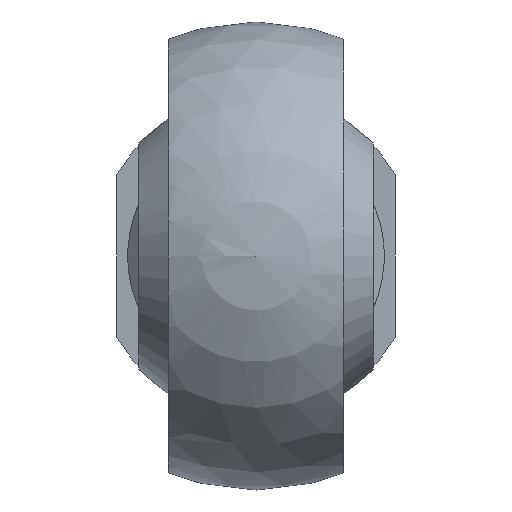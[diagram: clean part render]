
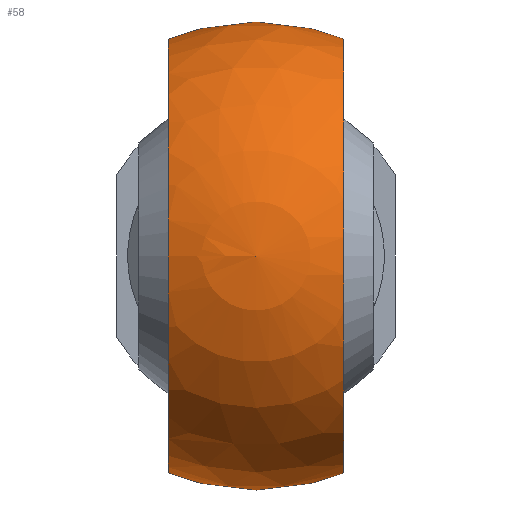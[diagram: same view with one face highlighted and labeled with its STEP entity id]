
A CAD part, left-side view. The second image highlights one B-rep face of the part: STEP entity #58.
In plain terms, the highlighted spherical face has radius 16 mm.
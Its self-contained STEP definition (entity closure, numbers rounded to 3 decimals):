
#58 = ADVANCED_FACE( '', ( #131, #132 ), #133, .T. );
#131 = FACE_BOUND( '', #226, .T. );
#132 = FACE_OUTER_BOUND( '', #227, .T. );
#133 = SPHERICAL_SURFACE( '', #228, 16. );
#226 = VERTEX_LOOP( '', #334 );
#227 = EDGE_LOOP( '', ( #335, #336, #337, #338 ) );
#228 = AXIS2_PLACEMENT_3D( '', #339, #340, #341 );
#334 = VERTEX_POINT( '', #500 );
#335 = ORIENTED_EDGE( '', *, *, #501, .F. );
#336 = ORIENTED_EDGE( '', *, *, #502, .T. );
#337 = ORIENTED_EDGE( '', *, *, #503, .F. );
#338 = ORIENTED_EDGE( '', *, *, #504, .T. );
#339 = CARTESIAN_POINT( '', ( 0., 0., 0. ) );
#340 = DIRECTION( '', ( 1., 0., 0. ) );
#341 = DIRECTION( '', ( 0., 1., 0. ) );
#500 = CARTESIAN_POINT( '', ( -16., 0., 0. ) );
#501 = EDGE_CURVE( '', #583, #584, #585, .T. );
#502 = EDGE_CURVE( '', #583, #586, #587, .F. );
#503 = EDGE_CURVE( '', #588, #586, #589, .T. );
#504 = EDGE_CURVE( '', #588, #584, #590, .F. );
#583 = VERTEX_POINT( '', #684 );
#584 = VERTEX_POINT( '', #685 );
#585 = CIRCLE( '', #686, 13.713 );
#586 = VERTEX_POINT( '', #687 );
#587 = CIRCLE( '', #688, 14.832 );
#588 = VERTEX_POINT( '', #689 );
#589 = CIRCLE( '', #690, 13.713 );
#590 = CIRCLE( '', #691, 14.832 );
#684 = CARTESIAN_POINT( '', ( 8.243, -6., -12.331 ) );
#685 = CARTESIAN_POINT( '', ( 8.243, 6., -12.331 ) );
#686 = AXIS2_PLACEMENT_3D( '', #814, #815, #816 );
#687 = CARTESIAN_POINT( '', ( 8.243, -6., 12.331 ) );
#688 = AXIS2_PLACEMENT_3D( '', #817, #818, #819 );
#689 = CARTESIAN_POINT( '', ( 8.243, 6., 12.331 ) );
#690 = AXIS2_PLACEMENT_3D( '', #820, #821, #822 );
#691 = AXIS2_PLACEMENT_3D( '', #823, #824, #825 );
#814 = CARTESIAN_POINT( '', ( 8.243, 0., 0. ) );
#815 = DIRECTION( '', ( 1., 0., 0. ) );
#816 = DIRECTION( '', ( 0., 0., -1. ) );
#817 = CARTESIAN_POINT( '', ( 0., -6., 0. ) );
#818 = DIRECTION( '', ( 0., -1., 0. ) );
#819 = DIRECTION( '', ( 0., 0., -1. ) );
#820 = CARTESIAN_POINT( '', ( 8.243, 0., 0. ) );
#821 = DIRECTION( '', ( 1., 0., 0. ) );
#822 = DIRECTION( '', ( 0., 0., -1. ) );
#823 = CARTESIAN_POINT( '', ( 0., 6., 0. ) );
#824 = DIRECTION( '', ( 0., 1., 0. ) );
#825 = DIRECTION( '', ( 0., 0., 1. ) );
